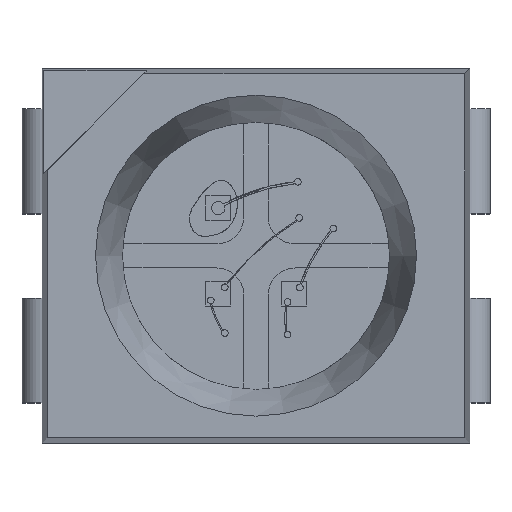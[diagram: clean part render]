
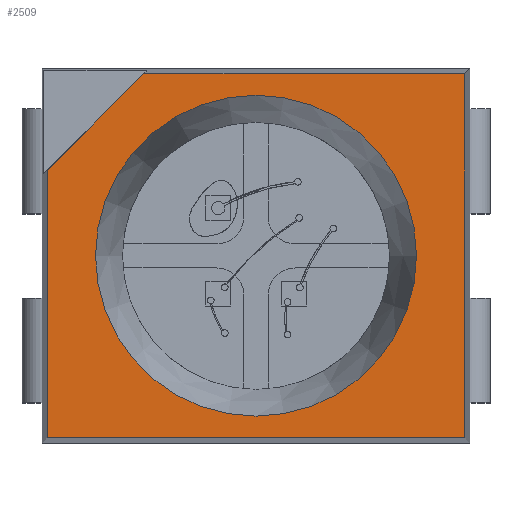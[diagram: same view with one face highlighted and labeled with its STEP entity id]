
A CAD part, top view. The second image highlights one B-rep face of the part: STEP entity #2509.
In plain terms, the highlighted planar face has unit normal (0, 0, 1).
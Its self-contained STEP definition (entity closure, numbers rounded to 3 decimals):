
#96=LINE('',#4452,#356);
#97=LINE('',#4455,#357);
#98=LINE('',#4457,#358);
#99=LINE('',#4459,#359);
#100=LINE('',#4461,#360);
#356=VECTOR('',#3674,1000.);
#357=VECTOR('',#3675,1000.);
#358=VECTOR('',#3676,1000.);
#359=VECTOR('',#3677,1000.);
#360=VECTOR('',#3678,1000.);
#616=ORIENTED_EDGE('',*,*,#1374,.T.);
#617=ORIENTED_EDGE('',*,*,#1375,.T.);
#618=ORIENTED_EDGE('',*,*,#1376,.T.);
#619=ORIENTED_EDGE('',*,*,#1377,.T.);
#620=ORIENTED_EDGE('',*,*,#1378,.T.);
#621=ORIENTED_EDGE('',*,*,#1379,.T.);
#1374=EDGE_CURVE('',#1753,#1753,#2004,.T.);
#1375=EDGE_CURVE('',#1754,#1755,#96,.F.);
#1376=EDGE_CURVE('',#1755,#1756,#97,.T.);
#1377=EDGE_CURVE('',#1756,#1757,#98,.F.);
#1378=EDGE_CURVE('',#1757,#1758,#99,.F.);
#1379=EDGE_CURVE('',#1758,#1754,#100,.F.);
#1753=VERTEX_POINT('',#4451);
#1754=VERTEX_POINT('',#4453);
#1755=VERTEX_POINT('',#4454);
#1756=VERTEX_POINT('',#4456);
#1757=VERTEX_POINT('',#4458);
#1758=VERTEX_POINT('',#4460);
#2004=CIRCLE('',#3410,1.2);
#2120=EDGE_LOOP('',(#616));
#2121=EDGE_LOOP('',(#617,#618,#619,#620,#621));
#2268=FACE_BOUND('',#2120,.T.);
#2269=FACE_BOUND('',#2121,.T.);
#2416=PLANE('',#3409);
#2509=ADVANCED_FACE('',(#2268,#2269),#2416,.T.);
#3409=AXIS2_PLACEMENT_3D('',#4449,#3670,#3671);
#3410=AXIS2_PLACEMENT_3D('',#4450,#3672,#3673);
#3670=DIRECTION('',(0.,0.,1.));
#3671=DIRECTION('',(1.,0.,0.));
#3672=DIRECTION('',(0.,0.,-1.));
#3673=DIRECTION('',(-1.,0.,0.));
#3674=DIRECTION('',(1.,0.,0.));
#3675=DIRECTION('',(-0.707,-0.707,0.));
#3676=DIRECTION('',(0.,1.,0.));
#3677=DIRECTION('',(-1.,0.,0.));
#3678=DIRECTION('',(0.,-1.,0.));
#4449=CARTESIAN_POINT('',(-1.6,-1.4,1.9));
#4450=CARTESIAN_POINT('',(0.,0.,1.9));
#4451=CARTESIAN_POINT('',(-1.2,0.,1.9));
#4452=CARTESIAN_POINT('',(0.,1.361,1.9));
#4453=CARTESIAN_POINT('',(1.561,1.361,1.9));
#4454=CARTESIAN_POINT('',(-0.839,1.361,1.9));
#4455=CARTESIAN_POINT('',(-0.8,1.4,1.9));
#4456=CARTESIAN_POINT('',(-1.561,0.639,1.9));
#4457=CARTESIAN_POINT('',(-1.561,0.,1.9));
#4458=CARTESIAN_POINT('',(-1.561,-1.361,1.9));
#4459=CARTESIAN_POINT('',(0.,-1.361,1.9));
#4460=CARTESIAN_POINT('',(1.561,-1.361,1.9));
#4461=CARTESIAN_POINT('',(1.561,0.,1.9));
